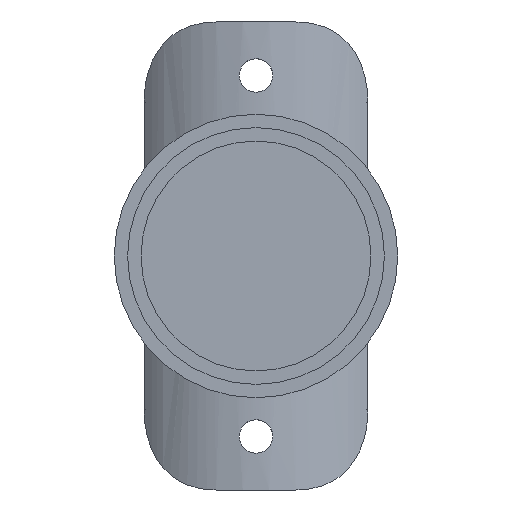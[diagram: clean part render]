
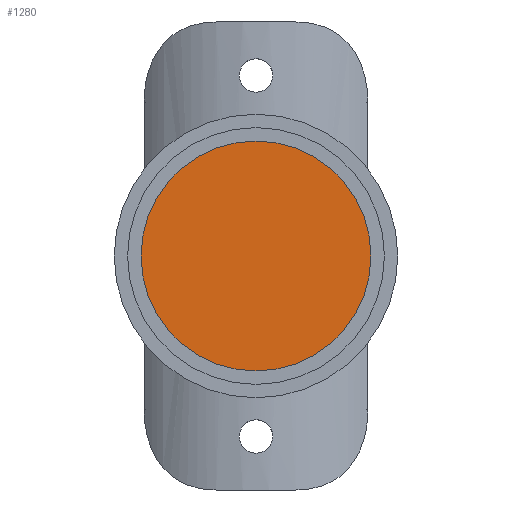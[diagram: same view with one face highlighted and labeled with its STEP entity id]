
A CAD part, front view. The second image highlights one B-rep face of the part: STEP entity #1280.
In plain terms, the highlighted planar face has unit normal (0, -1, 0).
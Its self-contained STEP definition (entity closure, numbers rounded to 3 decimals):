
#19 = CARTESIAN_POINT ( 'NONE',  ( 0., 0., -17.2 ) ) ;
#132 = AXIS2_PLACEMENT_3D ( 'NONE', #1047, #1738, #890 ) ;
#186 = ORIENTED_EDGE ( 'NONE', *, *, #482, .F. ) ;
#224 = AXIS2_PLACEMENT_3D ( 'NONE', #1024, #1038, #620 ) ;
#322 = DIRECTION ( 'NONE',  ( 0., 0., 1. ) ) ;
#349 = CIRCLE ( 'NONE', #224, 17.2 ) ;
#450 = EDGE_CURVE ( 'NONE', #528, #1153, #1357, .T. ) ;
#482 = EDGE_CURVE ( 'NONE', #1153, #528, #349, .T. ) ;
#528 = VERTEX_POINT ( 'NONE', #1648 ) ;
#620 = DIRECTION ( 'NONE',  ( 0., 0., 1. ) ) ;
#742 = CARTESIAN_POINT ( 'NONE',  ( 0., 0., 0. ) ) ;
#870 = ORIENTED_EDGE ( 'NONE', *, *, #450, .F. ) ;
#890 = DIRECTION ( 'NONE',  ( 0., 0., -1. ) ) ;
#1024 = CARTESIAN_POINT ( 'NONE',  ( 0., 0., 0. ) ) ;
#1038 = DIRECTION ( 'NONE',  ( 0., 1., 0. ) ) ;
#1047 = CARTESIAN_POINT ( 'NONE',  ( 0., 0., 0. ) ) ;
#1153 = VERTEX_POINT ( 'NONE', #19 ) ;
#1209 = AXIS2_PLACEMENT_3D ( 'NONE', #742, #1598, #322 ) ;
#1280 = ADVANCED_FACE ( 'NONE', ( #1342 ), #1594, .T. ) ;
#1342 = FACE_OUTER_BOUND ( 'NONE', #1419, .T. ) ;
#1357 = CIRCLE ( 'NONE', #1209, 17.2 ) ;
#1419 = EDGE_LOOP ( 'NONE', ( #870, #186 ) ) ;
#1594 = PLANE ( 'NONE',  #132 ) ;
#1598 = DIRECTION ( 'NONE',  ( 0., 1., 0. ) ) ;
#1648 = CARTESIAN_POINT ( 'NONE',  ( 0., 0., 17.2 ) ) ;
#1738 = DIRECTION ( 'NONE',  ( 0., -1., 0. ) ) ;
